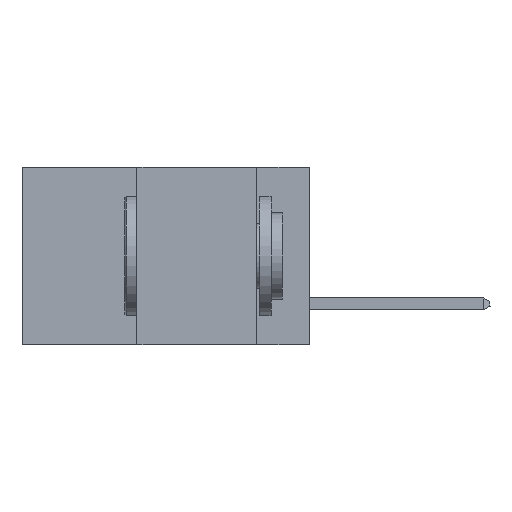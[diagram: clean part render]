
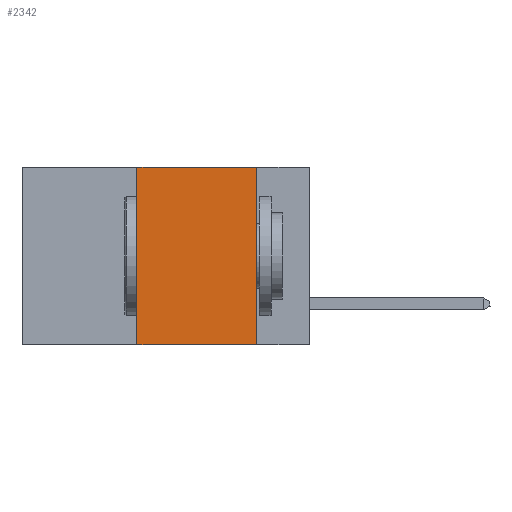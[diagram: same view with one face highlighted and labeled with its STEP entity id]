
A CAD part, left-side view. The second image highlights one B-rep face of the part: STEP entity #2342.
In plain terms, the highlighted planar face has unit normal (-1, 0, 0).
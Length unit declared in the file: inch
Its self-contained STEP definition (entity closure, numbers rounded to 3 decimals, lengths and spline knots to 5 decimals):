
#51 = LINE ( 'NONE', #16643, #8753 ) ;
#180 = EDGE_CURVE ( 'NONE', #14528, #10890, #14271, .T. ) ;
#294 = VECTOR ( 'NONE', #15364, 39.37008 ) ;
#435 = DIRECTION ( 'NONE',  ( 0., 0., -1. ) ) ;
#437 = EDGE_LOOP ( 'NONE', ( #15695, #13686, #16023, #16756 ) ) ;
#548 = CARTESIAN_POINT ( 'NONE',  ( 0., 0.6, 0. ) ) ;
#656 = VECTOR ( 'NONE', #15930, 39.37008 ) ;
#831 = CARTESIAN_POINT ( 'NONE',  ( 0., 0.6, 0. ) ) ;
#1776 = CARTESIAN_POINT ( 'NONE',  ( 0., 0.11, -0.37 ) ) ;
#2160 = VERTEX_POINT ( 'NONE', #1776 ) ;
#2306 = CARTESIAN_POINT ( 'NONE',  ( 0., 0.11, 0. ) ) ;
#2342 = ADVANCED_FACE ( 'NONE', ( #9553 ), #4648, .F. ) ;
#3468 = EDGE_CURVE ( 'NONE', #10890, #11407, #16247, .T. ) ;
#4648 = PLANE ( 'NONE',  #9361 ) ;
#5023 = CARTESIAN_POINT ( 'NONE',  ( 0., 0.6, -0.37 ) ) ;
#7551 = DIRECTION ( 'NONE',  ( 0., -1., 0. ) ) ;
#7668 = CARTESIAN_POINT ( 'NONE',  ( 0., 0.36, 0. ) ) ;
#8617 = CARTESIAN_POINT ( 'NONE',  ( 0., 0.36, 0. ) ) ;
#8753 = VECTOR ( 'NONE', #435, 39.37008 ) ;
#8862 = DIRECTION ( 'NONE',  ( 1., 0., 0. ) ) ;
#9361 = AXIS2_PLACEMENT_3D ( 'NONE', #548, #8862, #16946 ) ;
#9553 = FACE_OUTER_BOUND ( 'NONE', #437, .T. ) ;
#10890 = VERTEX_POINT ( 'NONE', #7668 ) ;
#11194 = EDGE_CURVE ( 'NONE', #11407, #2160, #51, .T. ) ;
#11246 = LINE ( 'NONE', #5023, #656 ) ;
#11407 = VERTEX_POINT ( 'NONE', #2306 ) ;
#12880 = EDGE_CURVE ( 'NONE', #14528, #2160, #11246, .T. ) ;
#13686 = ORIENTED_EDGE ( 'NONE', *, *, #3468, .F. ) ;
#14271 = LINE ( 'NONE', #8617, #294 ) ;
#14528 = VERTEX_POINT ( 'NONE', #16583 ) ;
#14552 = VECTOR ( 'NONE', #7551, 39.37008 ) ;
#15364 = DIRECTION ( 'NONE',  ( 0., 0., 1. ) ) ;
#15695 = ORIENTED_EDGE ( 'NONE', *, *, #11194, .F. ) ;
#15930 = DIRECTION ( 'NONE',  ( 0., -1., 0. ) ) ;
#16023 = ORIENTED_EDGE ( 'NONE', *, *, #180, .F. ) ;
#16247 = LINE ( 'NONE', #831, #14552 ) ;
#16583 = CARTESIAN_POINT ( 'NONE',  ( 0., 0.36, -0.37 ) ) ;
#16643 = CARTESIAN_POINT ( 'NONE',  ( 0., 0.11, 0. ) ) ;
#16756 = ORIENTED_EDGE ( 'NONE', *, *, #12880, .T. ) ;
#16946 = DIRECTION ( 'NONE',  ( 0., 0., -1. ) ) ;
